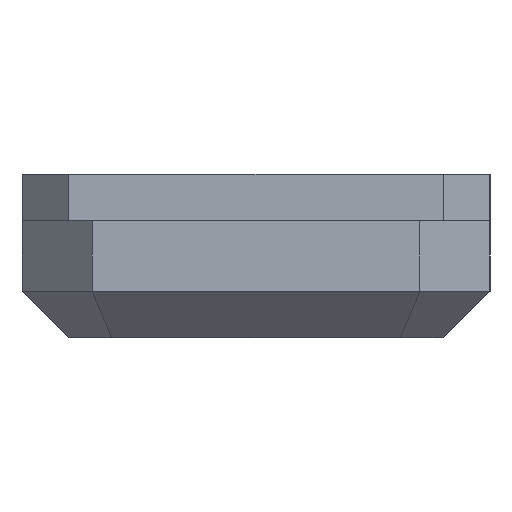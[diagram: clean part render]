
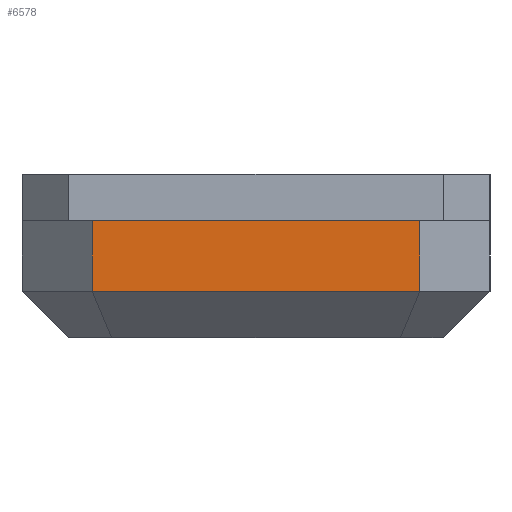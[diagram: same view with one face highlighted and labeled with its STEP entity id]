
A CAD part, left-side view. The second image highlights one B-rep face of the part: STEP entity #6578.
In plain terms, the highlighted planar face has unit normal (-1, 0, 0).
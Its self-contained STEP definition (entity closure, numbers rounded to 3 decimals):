
#394=FACE_OUTER_BOUND('',#726,.T.);
#726=EDGE_LOOP('',(#4837,#4838,#4839,#4840));
#1387=LINE('',#9606,#2245);
#1418=LINE('',#9667,#2276);
#1420=LINE('',#9671,#2278);
#1421=LINE('',#9672,#2279);
#2245=VECTOR('',#7826,10.);
#2276=VECTOR('',#7877,10.);
#2278=VECTOR('',#7881,10.);
#2279=VECTOR('',#7882,10.);
#2993=VERTEX_POINT('',#9603);
#2994=VERTEX_POINT('',#9605);
#3014=VERTEX_POINT('',#9666);
#3015=VERTEX_POINT('',#9670);
#3723=EDGE_CURVE('',#2993,#2994,#1387,.T.);
#3754=EDGE_CURVE('',#2994,#3014,#1418,.T.);
#3756=EDGE_CURVE('',#3015,#2993,#1420,.T.);
#3757=EDGE_CURVE('',#3014,#3015,#1421,.T.);
#4837=ORIENTED_EDGE('',*,*,#3723,.F.);
#4838=ORIENTED_EDGE('',*,*,#3756,.F.);
#4839=ORIENTED_EDGE('',*,*,#3757,.F.);
#4840=ORIENTED_EDGE('',*,*,#3754,.F.);
#6283=PLANE('',#6952);
#6578=ADVANCED_FACE('',(#394),#6283,.T.);
#6952=AXIS2_PLACEMENT_3D('',#9669,#7879,#7880);
#7826=DIRECTION('',(0.,1.,0.));
#7877=DIRECTION('',(0.,0.,1.));
#7879=DIRECTION('center_axis',(-1.,0.,0.));
#7880=DIRECTION('ref_axis',(0.,-1.,0.));
#7881=DIRECTION('',(0.,0.,-1.));
#7882=DIRECTION('',(0.,-1.,0.));
#9603=CARTESIAN_POINT('',(-85.486,-140.,3.852));
#9605=CARTESIAN_POINT('',(-85.486,-126.,3.852));
#9606=CARTESIAN_POINT('',(-85.486,-129.5,3.852));
#9666=CARTESIAN_POINT('',(-85.486,-126.,6.852));
#9667=CARTESIAN_POINT('',(-85.486,-126.,4.852));
#9669=CARTESIAN_POINT('Origin',(-85.486,-126.,4.852));
#9670=CARTESIAN_POINT('',(-85.486,-140.,6.852));
#9671=CARTESIAN_POINT('',(-85.486,-140.,4.852));
#9672=CARTESIAN_POINT('',(-85.486,-140.,6.852));
